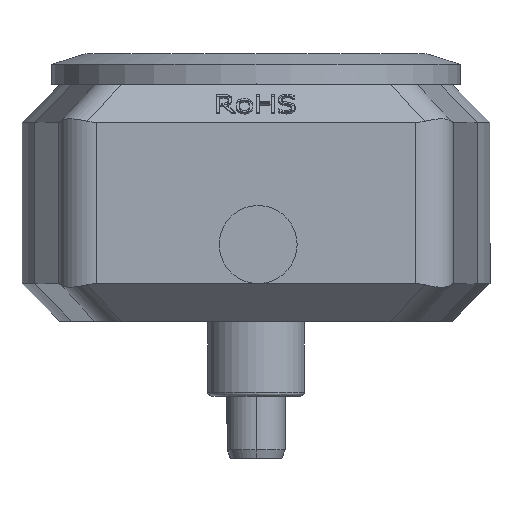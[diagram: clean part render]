
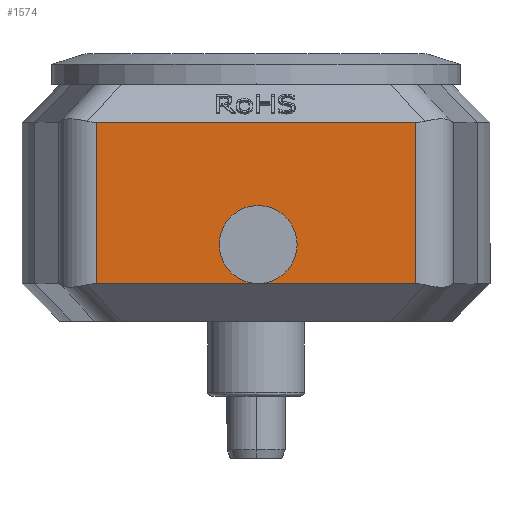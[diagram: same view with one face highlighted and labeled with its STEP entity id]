
A CAD part, front view. The second image highlights one B-rep face of the part: STEP entity #1574.
In plain terms, the highlighted planar face has unit normal (0, -1, 0).
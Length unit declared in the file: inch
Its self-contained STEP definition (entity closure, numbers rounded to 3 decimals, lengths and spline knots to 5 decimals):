
#22 = VERTEX_POINT ( 'NONE', #10176 ) ;
#396 = DIRECTION ( 'NONE',  ( -1., 0., 0. ) ) ;
#750 = CARTESIAN_POINT ( 'NONE',  ( 0.69196, 0.766, 0.00809 ) ) ;
#1353 = CARTESIAN_POINT ( 'NONE',  ( 0.17267, 0.766, 0.52464 ) ) ;
#1574 = ADVANCED_FACE ( 'NONE', ( #19633, #19058 ), #9620, .T. ) ;
#2366 = LINE ( 'NONE', #17812, #19309 ) ;
#2691 = VERTEX_POINT ( 'NONE', #18089 ) ;
#3121 = CARTESIAN_POINT ( 'NONE',  ( 0.17267, 0.766, -0.11236 ) ) ;
#4666 = DIRECTION ( 'NONE',  ( 0., -1., 0. ) ) ;
#5857 = LINE ( 'NONE', #3121, #22789 ) ;
#6493 = CARTESIAN_POINT ( 'NONE',  ( 0.9975, 0.766, 0.00764 ) ) ;
#7057 = EDGE_CURVE ( 'NONE', #2691, #11324, #11284, .T. ) ;
#7890 = AXIS2_PLACEMENT_3D ( 'NONE', #9707, #8181, #13313 ) ;
#8087 = CIRCLE ( 'NONE', #16645, 0.125 ) ;
#8092 = CARTESIAN_POINT ( 'NONE',  ( 0.17267, 0.766, 0.00764 ) ) ;
#8181 = DIRECTION ( 'NONE',  ( 0., -1., 0. ) ) ;
#8343 = EDGE_CURVE ( 'NONE', #19780, #19226, #5857, .T. ) ;
#8696 = ORIENTED_EDGE ( 'NONE', *, *, #7057, .F. ) ;
#8747 = CARTESIAN_POINT ( 'NONE',  ( 1.19733, 0.766, -0.11236 ) ) ;
#8830 = EDGE_CURVE ( 'NONE', #11324, #2691, #8087, .T. ) ;
#9045 = AXIS2_PLACEMENT_3D ( 'NONE', #18520, #14795, #20496 ) ;
#9245 = VECTOR ( 'NONE', #15546, 39.37008 ) ;
#9379 = LINE ( 'NONE', #8747, #22052 ) ;
#9620 = PLANE ( 'NONE',  #9045 ) ;
#9707 = CARTESIAN_POINT ( 'NONE',  ( 0.69196, 0.766, 0.13309 ) ) ;
#10176 = CARTESIAN_POINT ( 'NONE',  ( 1.19733, 0.766, 0.52464 ) ) ;
#10597 = VERTEX_POINT ( 'NONE', #16041 ) ;
#10829 = EDGE_CURVE ( 'NONE', #22, #10597, #9379, .T. ) ;
#11284 = CIRCLE ( 'NONE', #7890, 0.125 ) ;
#11324 = VERTEX_POINT ( 'NONE', #750 ) ;
#11489 = ORIENTED_EDGE ( 'NONE', *, *, #15776, .T. ) ;
#12284 = DIRECTION ( 'NONE',  ( 0., 0., 1. ) ) ;
#13313 = DIRECTION ( 'NONE',  ( 0., 0., -1. ) ) ;
#13386 = ORIENTED_EDGE ( 'NONE', *, *, #10829, .F. ) ;
#14180 = DIRECTION ( 'NONE',  ( 0., 0., -1. ) ) ;
#14795 = DIRECTION ( 'NONE',  ( 0., -1., 0. ) ) ;
#15148 = ORIENTED_EDGE ( 'NONE', *, *, #8343, .F. ) ;
#15546 = DIRECTION ( 'NONE',  ( -1., 0., 0. ) ) ;
#15776 = EDGE_CURVE ( 'NONE', #22, #19226, #2366, .T. ) ;
#16041 = CARTESIAN_POINT ( 'NONE',  ( 1.19733, 0.766, 0.00764 ) ) ;
#16645 = AXIS2_PLACEMENT_3D ( 'NONE', #17412, #4666, #18944 ) ;
#17412 = CARTESIAN_POINT ( 'NONE',  ( 0.69196, 0.766, 0.13309 ) ) ;
#17812 = CARTESIAN_POINT ( 'NONE',  ( 1.31, 0.766, 0.52464 ) ) ;
#17978 = ORIENTED_EDGE ( 'NONE', *, *, #8830, .F. ) ;
#18089 = CARTESIAN_POINT ( 'NONE',  ( 0.69196, 0.766, 0.25809 ) ) ;
#18520 = CARTESIAN_POINT ( 'NONE',  ( 1.31, 0.766, -0.11236 ) ) ;
#18722 = ORIENTED_EDGE ( 'NONE', *, *, #19876, .F. ) ;
#18944 = DIRECTION ( 'NONE',  ( 0., 0., -1. ) ) ;
#19058 = FACE_OUTER_BOUND ( 'NONE', #21727, .T. ) ;
#19226 = VERTEX_POINT ( 'NONE', #1353 ) ;
#19309 = VECTOR ( 'NONE', #396, 39.37008 ) ;
#19633 = FACE_BOUND ( 'NONE', #23353, .T. ) ;
#19780 = VERTEX_POINT ( 'NONE', #8092 ) ;
#19876 = EDGE_CURVE ( 'NONE', #10597, #19780, #21092, .T. ) ;
#20496 = DIRECTION ( 'NONE',  ( 0., 0., -1. ) ) ;
#21092 = LINE ( 'NONE', #6493, #9245 ) ;
#21727 = EDGE_LOOP ( 'NONE', ( #15148, #18722, #13386, #11489 ) ) ;
#22052 = VECTOR ( 'NONE', #14180, 39.37008 ) ;
#22789 = VECTOR ( 'NONE', #12284, 39.37008 ) ;
#23353 = EDGE_LOOP ( 'NONE', ( #8696, #17978 ) ) ;
